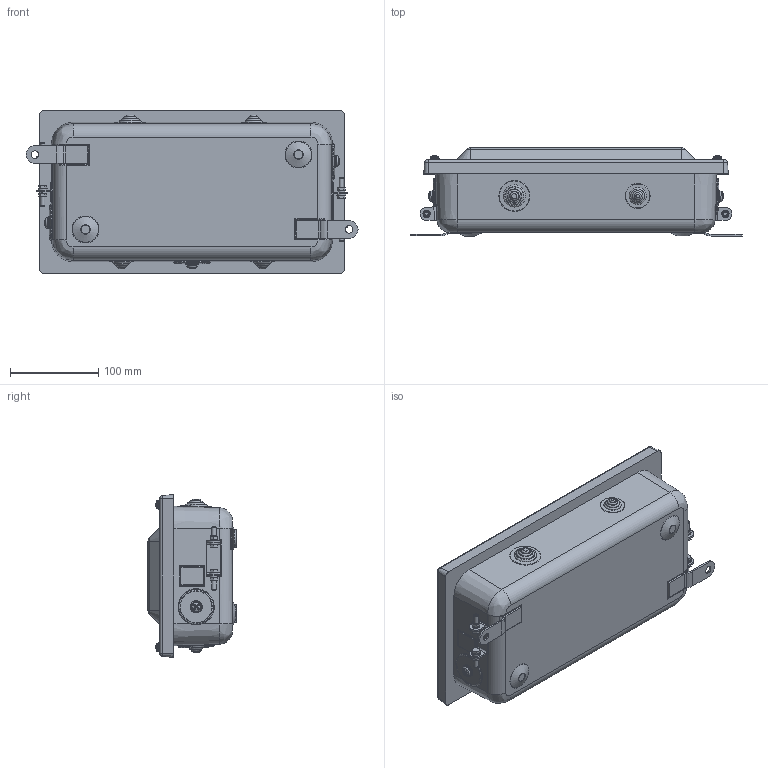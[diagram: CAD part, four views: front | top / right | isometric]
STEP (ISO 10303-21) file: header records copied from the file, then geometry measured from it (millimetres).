
FILE_DESCRIPTION(/* description */ (''),/* implementation_level */ '2;1');
FILE_NAME(/* name */ '',/* time_stamp */ '2025-07-21T14:38:44+07:00',/* author */ ('zeta-72'),/* organization */ (''),/* preprocessor_version */ 'ST-DEVELOPER v19.2',/* originating_system */ 'Autodesk Inventor 2024',/* authorisation */ '');
FILE_SCHEMA (('AUTOMOTIVE_DESIGN { 1 0 10303 214 3 1 1 }'));
Length unit declared in the file: millimetre
Products named in the file (1): ЗЭТА.030.332.000 СБ Коробка 
клеммная КЗНА-16 I
P43_Упростить_1
Bounding box: 377 x 100 x 185 mm (x, y, z)
Volume: 4466343.8 mm3; surface area: 222694.2 mm2
Topology: 1 solids, 1 shells, 648 faces, 1573 edges, 988 vertices
Faces by surface type: plane 252, cylinder 147, cone 133, torus 81, bspline 24, sphere 11
Full cylindrical faces by diameter (mm): 5 x8, 6.7 x4, 7.5 x3, 8.5 x2, 9.5 x1, 10 x8, 11.5 x3, 14 x3, 14.75 x1, 15.5 x3, 19.5 x3, 20 x1, 25.25 x1, 28.217 x3, 35.217 x1, 36 x3
Entity records: 20853 total; most frequent: CARTESIAN_POINT 5253, DIRECTION 3172, ORIENTED_EDGE 3116, EDGE_CURVE 1558, AXIS2_PLACEMENT_3D 1311, VERTEX_POINT 988, EDGE_LOOP 736, STYLED_ITEM 649
